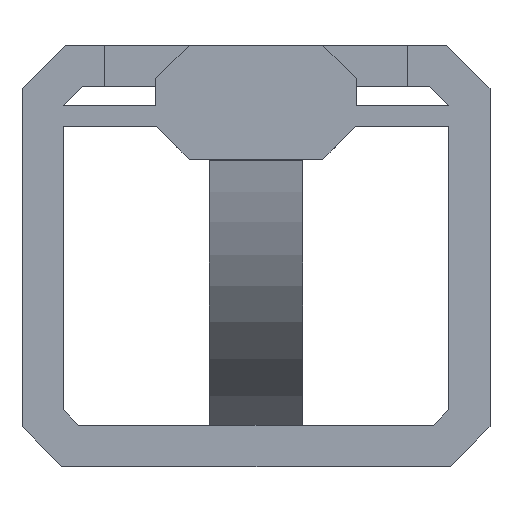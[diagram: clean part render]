
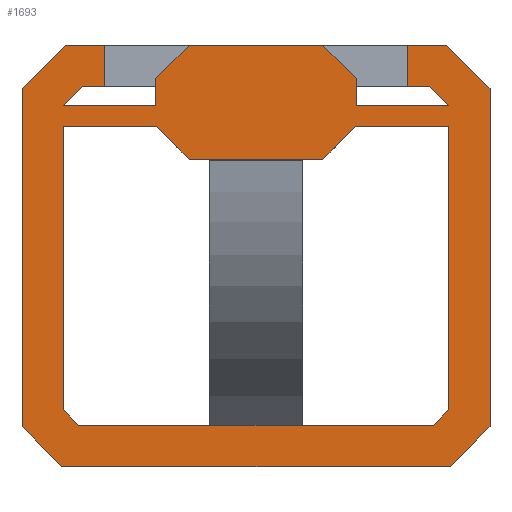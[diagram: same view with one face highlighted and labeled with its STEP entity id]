
A CAD part, front view. The second image highlights one B-rep face of the part: STEP entity #1693.
In plain terms, the highlighted planar face has unit normal (0, -1, 0).
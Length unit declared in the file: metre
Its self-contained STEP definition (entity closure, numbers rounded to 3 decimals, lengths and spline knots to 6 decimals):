
#463=ORIENTED_EDGE('',*,*,#744,.F.);
#464=ORIENTED_EDGE('',*,*,#696,.F.);
#465=ORIENTED_EDGE('',*,*,#638,.F.);
#466=ORIENTED_EDGE('',*,*,#713,.T.);
#467=ORIENTED_EDGE('',*,*,#707,.F.);
#468=ORIENTED_EDGE('',*,*,#741,.F.);
#469=ORIENTED_EDGE('',*,*,#734,.T.);
#470=ORIENTED_EDGE('',*,*,#601,.T.);
#471=ORIENTED_EDGE('',*,*,#728,.T.);
#472=ORIENTED_EDGE('',*,*,#604,.T.);
#473=ORIENTED_EDGE('',*,*,#575,.T.);
#474=ORIENTED_EDGE('',*,*,#745,.T.);
#475=ORIENTED_EDGE('',*,*,#746,.F.);
#476=ORIENTED_EDGE('',*,*,#586,.T.);
#477=ORIENTED_EDGE('',*,*,#594,.T.);
#478=ORIENTED_EDGE('',*,*,#609,.T.);
#479=ORIENTED_EDGE('',*,*,#552,.T.);
#480=ORIENTED_EDGE('',*,*,#550,.T.);
#481=ORIENTED_EDGE('',*,*,#547,.T.);
#482=ORIENTED_EDGE('',*,*,#542,.T.);
#483=ORIENTED_EDGE('',*,*,#539,.T.);
#484=ORIENTED_EDGE('',*,*,#534,.T.);
#485=ORIENTED_EDGE('',*,*,#530,.T.);
#486=ORIENTED_EDGE('',*,*,#557,.T.);
#487=ORIENTED_EDGE('',*,*,#556,.T.);
#488=ORIENTED_EDGE('',*,*,#616,.T.);
#489=ORIENTED_EDGE('',*,*,#590,.T.);
#490=ORIENTED_EDGE('',*,*,#598,.T.);
#491=ORIENTED_EDGE('',*,*,#738,.T.);
#492=ORIENTED_EDGE('',*,*,#737,.F.);
#493=ORIENTED_EDGE('',*,*,#693,.F.);
#494=ORIENTED_EDGE('',*,*,#691,.T.);
#495=ORIENTED_EDGE('',*,*,#687,.F.);
#496=ORIENTED_EDGE('',*,*,#681,.F.);
#530=EDGE_CURVE('',#769,#770,#925,.T.);
#534=EDGE_CURVE('',#771,#769,#929,.T.);
#539=EDGE_CURVE('',#776,#771,#934,.T.);
#542=EDGE_CURVE('',#777,#776,#937,.T.);
#547=EDGE_CURVE('',#782,#777,#942,.T.);
#550=EDGE_CURVE('',#783,#782,#945,.T.);
#552=EDGE_CURVE('',#785,#783,#947,.T.);
#556=EDGE_CURVE('',#784,#788,#951,.T.);
#557=EDGE_CURVE('',#770,#784,#952,.T.);
#575=EDGE_CURVE('',#799,#798,#970,.T.);
#586=EDGE_CURVE('',#808,#807,#981,.T.);
#590=EDGE_CURVE('',#811,#810,#985,.T.);
#594=EDGE_CURVE('',#807,#814,#989,.T.);
#598=EDGE_CURVE('',#810,#817,#993,.T.);
#601=EDGE_CURVE('',#821,#820,#996,.T.);
#604=EDGE_CURVE('',#823,#799,#999,.T.);
#609=EDGE_CURVE('',#814,#785,#1004,.T.);
#616=EDGE_CURVE('',#788,#811,#1011,.T.);
#638=EDGE_CURVE('',#838,#839,#1031,.T.);
#681=EDGE_CURVE('',#869,#870,#1071,.T.);
#687=EDGE_CURVE('',#870,#875,#1077,.T.);
#691=EDGE_CURVE('',#877,#875,#1081,.T.);
#693=EDGE_CURVE('',#877,#879,#1083,.T.);
#696=EDGE_CURVE('',#839,#881,#1086,.T.);
#707=EDGE_CURVE('',#888,#889,#1097,.T.);
#713=EDGE_CURVE('',#838,#889,#1103,.T.);
#728=EDGE_CURVE('',#820,#823,#1116,.T.);
#734=EDGE_CURVE('',#900,#821,#1121,.T.);
#737=EDGE_CURVE('',#879,#901,#1124,.T.);
#738=EDGE_CURVE('',#817,#901,#1125,.T.);
#741=EDGE_CURVE('',#900,#888,#1128,.T.);
#744=EDGE_CURVE('',#881,#903,#1131,.T.);
#745=EDGE_CURVE('',#798,#903,#1132,.T.);
#746=EDGE_CURVE('',#808,#869,#1133,.T.);
#769=VERTEX_POINT('',#2215);
#770=VERTEX_POINT('',#2216);
#771=VERTEX_POINT('',#2221);
#776=VERTEX_POINT('',#2233);
#777=VERTEX_POINT('',#2237);
#782=VERTEX_POINT('',#2249);
#783=VERTEX_POINT('',#2253);
#784=VERTEX_POINT('',#2257);
#785=VERTEX_POINT('',#2259);
#788=VERTEX_POINT('',#2265);
#798=VERTEX_POINT('',#2304);
#799=VERTEX_POINT('',#2306);
#807=VERTEX_POINT('',#2325);
#808=VERTEX_POINT('',#2327);
#810=VERTEX_POINT('',#2333);
#811=VERTEX_POINT('',#2335);
#814=VERTEX_POINT('',#2341);
#817=VERTEX_POINT('',#2349);
#820=VERTEX_POINT('',#2356);
#821=VERTEX_POINT('',#2358);
#823=VERTEX_POINT('',#2364);
#838=VERTEX_POINT('',#2470);
#839=VERTEX_POINT('',#2471);
#869=VERTEX_POINT('',#2604);
#870=VERTEX_POINT('',#2606);
#875=VERTEX_POINT('',#2618);
#877=VERTEX_POINT('',#2623);
#879=VERTEX_POINT('',#2630);
#881=VERTEX_POINT('',#2636);
#888=VERTEX_POINT('',#2655);
#889=VERTEX_POINT('',#2657);
#900=VERTEX_POINT('',#2791);
#901=VERTEX_POINT('',#2796);
#903=VERTEX_POINT('',#2809);
#925=LINE('',#2214,#1156);
#929=LINE('',#2222,#1160);
#934=LINE('',#2232,#1165);
#937=LINE('',#2238,#1168);
#942=LINE('',#2248,#1173);
#945=LINE('',#2254,#1176);
#947=LINE('',#2258,#1178);
#951=LINE('',#2266,#1182);
#952=LINE('',#2268,#1183);
#970=LINE('',#2305,#1201);
#981=LINE('',#2326,#1212);
#985=LINE('',#2334,#1216);
#989=LINE('',#2342,#1220);
#993=LINE('',#2350,#1224);
#996=LINE('',#2357,#1227);
#999=LINE('',#2363,#1230);
#1004=LINE('',#2371,#1235);
#1011=LINE('',#2384,#1242);
#1031=LINE('',#2469,#1262);
#1071=LINE('',#2605,#1302);
#1077=LINE('',#2617,#1308);
#1081=LINE('',#2625,#1312);
#1083=LINE('',#2629,#1314);
#1086=LINE('',#2635,#1317);
#1097=LINE('',#2656,#1328);
#1103=LINE('',#2666,#1334);
#1116=LINE('',#2745,#1347);
#1121=LINE('',#2793,#1352);
#1124=LINE('',#2799,#1355);
#1125=LINE('',#2801,#1356);
#1128=LINE('',#2806,#1359);
#1131=LINE('',#2812,#1362);
#1132=LINE('',#2814,#1363);
#1133=LINE('',#2815,#1364);
#1156=VECTOR('',#1812,1.);
#1160=VECTOR('',#1818,1.);
#1165=VECTOR('',#1825,1.);
#1168=VECTOR('',#1830,1.);
#1173=VECTOR('',#1837,1.);
#1176=VECTOR('',#1842,1.);
#1178=VECTOR('',#1846,1.);
#1182=VECTOR('',#1850,1.);
#1183=VECTOR('',#1853,1.);
#1201=VECTOR('',#1889,1.);
#1212=VECTOR('',#1902,1.);
#1216=VECTOR('',#1908,1.);
#1220=VECTOR('',#1912,1.);
#1224=VECTOR('',#1918,1.);
#1227=VECTOR('',#1923,1.);
#1230=VECTOR('',#1928,1.);
#1235=VECTOR('',#1937,1.);
#1242=VECTOR('',#1952,1.);
#1262=VECTOR('',#1994,1.);
#1302=VECTOR('',#2058,1.);
#1308=VECTOR('',#2066,1.);
#1312=VECTOR('',#2072,1.);
#1314=VECTOR('',#2076,1.);
#1317=VECTOR('',#2081,1.);
#1328=VECTOR('',#2096,1.);
#1334=VECTOR('',#2104,1.);
#1347=VECTOR('',#2127,1.);
#1352=VECTOR('',#2138,1.);
#1355=VECTOR('',#2143,1.);
#1356=VECTOR('',#2146,1.);
#1359=VECTOR('',#2153,1.);
#1362=VECTOR('',#2158,1.);
#1363=VECTOR('',#2161,1.);
#1364=VECTOR('',#2162,1.);
#1449=EDGE_LOOP('',(#463,#464,#465,#466,#467,#468,#469,#470,#471,#472,#473,
#474));
#1450=EDGE_LOOP('',(#475,#476,#477,#478,#479,#480,#481,#482,#483,#484,#485,
#486,#487,#488,#489,#490,#491,#492,#493,#494,#495,#496));
#1536=FACE_BOUND('',#1449,.T.);
#1537=FACE_BOUND('',#1450,.T.);
#1613=PLANE('',#1782);
#1693=ADVANCED_FACE('',(#1536,#1537),#1613,.T.);
#1782=AXIS2_PLACEMENT_3D('',#2813,#2159,#2160);
#1812=DIRECTION('',(0.,0.,1.));
#1818=DIRECTION('',(0.707,0.,0.707));
#1825=DIRECTION('',(1.,0.,0.));
#1830=DIRECTION('',(0.707,0.,-0.707));
#1837=DIRECTION('',(0.,0.,-1.));
#1842=DIRECTION('',(-0.707,0.,-0.707));
#1846=DIRECTION('',(-1.,0.,0.));
#1850=DIRECTION('',(-1.,0.,0.));
#1853=DIRECTION('',(-0.707,0.,0.707));
#1889=DIRECTION('',(0.,0.,1.));
#1902=DIRECTION('',(0.707,0.,0.707));
#1908=DIRECTION('',(1.,0.,0.));
#1912=DIRECTION('',(1.,0.,0.));
#1918=DIRECTION('',(0.707,0.,-0.707));
#1923=DIRECTION('',(-0.707,0.,-0.707));
#1928=DIRECTION('',(-0.707,0.,0.707));
#1937=DIRECTION('',(0.,0.,1.));
#1952=DIRECTION('',(0.,0.,-1.));
#1994=DIRECTION('',(-1.,0.,0.));
#2058=DIRECTION('',(0.,0.,1.));
#2066=DIRECTION('',(0.707,0.,0.707));
#2072=DIRECTION('',(-1.,0.,0.));
#2076=DIRECTION('',(0.707,0.,-0.707));
#2081=DIRECTION('',(-1.,0.,0.));
#2096=DIRECTION('',(-0.707,0.,-0.707));
#2104=DIRECTION('',(1.,0.,0.));
#2127=DIRECTION('',(-1.,0.,0.));
#2138=DIRECTION('',(0.,0.,-1.));
#2143=DIRECTION('',(0.,0.,-1.));
#2146=DIRECTION('',(-1.,0.,0.));
#2153=DIRECTION('',(-1.,0.,0.));
#2158=DIRECTION('',(-0.707,0.,0.707));
#2159=DIRECTION('',(0.,-1.,0.));
#2160=DIRECTION('',(0.,0.,1.));
#2161=DIRECTION('',(1.,0.,0.));
#2162=DIRECTION('',(1.,0.,0.));
#2214=CARTESIAN_POINT('',(0.07,-0.14,-0.089071));
#2215=CARTESIAN_POINT('',(0.07,-0.14,-0.089071));
#2216=CARTESIAN_POINT('',(0.07,-0.14,0.012071));
#2221=CARTESIAN_POINT('',(0.058071,-0.14,-0.101));
#2222=CARTESIAN_POINT('',(0.058071,-0.14,-0.101));
#2232=CARTESIAN_POINT('',(-0.058071,-0.14,-0.101));
#2233=CARTESIAN_POINT('',(-0.058071,-0.14,-0.101));
#2237=CARTESIAN_POINT('',(-0.07,-0.14,-0.089071));
#2238=CARTESIAN_POINT('',(-0.07,-0.14,-0.089071));
#2248=CARTESIAN_POINT('',(-0.07,-0.14,0.012071));
#2249=CARTESIAN_POINT('',(-0.07,-0.14,0.012071));
#2253=CARTESIAN_POINT('',(-0.057071,-0.14,0.025));
#2254=CARTESIAN_POINT('',(-0.057071,-0.14,0.025));
#2257=CARTESIAN_POINT('',(0.057071,-0.14,0.025));
#2258=CARTESIAN_POINT('',(0.057071,-0.14,0.025));
#2259=CARTESIAN_POINT('',(-0.045274,-0.14,0.025));
#2265=CARTESIAN_POINT('',(0.045274,-0.14,0.025));
#2266=CARTESIAN_POINT('',(0.057071,-0.14,0.025));
#2268=CARTESIAN_POINT('',(0.07,-0.14,0.012071));
#2304=CARTESIAN_POINT('',(-0.05768,-0.14,0.000743));
#2305=CARTESIAN_POINT('',(-0.05768,-0.14,-0.083968));
#2306=CARTESIAN_POINT('',(-0.05768,-0.14,-0.083968));
#2325=CARTESIAN_POINT('',(-0.051968,-0.14,0.01268));
#2326=CARTESIAN_POINT('',(-0.05768,-0.14,0.006968));
#2327=CARTESIAN_POINT('',(-0.05768,-0.14,0.006968));
#2333=CARTESIAN_POINT('',(0.051968,-0.14,0.01268));
#2334=CARTESIAN_POINT('',(-0.051968,-0.14,0.01268));
#2335=CARTESIAN_POINT('',(0.045274,-0.14,0.01268));
#2341=CARTESIAN_POINT('',(-0.045274,-0.14,0.01268));
#2342=CARTESIAN_POINT('',(-0.051968,-0.14,0.01268));
#2349=CARTESIAN_POINT('',(0.05768,-0.14,0.006968));
#2350=CARTESIAN_POINT('',(0.051968,-0.14,0.01268));
#2356=CARTESIAN_POINT('',(0.052968,-0.14,-0.08868));
#2357=CARTESIAN_POINT('',(0.05768,-0.14,-0.083968));
#2358=CARTESIAN_POINT('',(0.05768,-0.14,-0.083968));
#2363=CARTESIAN_POINT('',(-0.052968,-0.14,-0.08868));
#2364=CARTESIAN_POINT('',(-0.052968,-0.14,-0.08868));
#2371=CARTESIAN_POINT('',(-0.045274,-0.14,0.01268));
#2384=CARTESIAN_POINT('',(0.045274,-0.14,0.01268));
#2469=CARTESIAN_POINT('',(0.,-0.14,-0.009033));
#2470=CARTESIAN_POINT('',(0.014,-0.14,-0.009033));
#2471=CARTESIAN_POINT('',(-0.014,-0.14,-0.009033));
#2604=CARTESIAN_POINT('',(-0.03,-0.14,0.006968));
#2605=CARTESIAN_POINT('',(-0.03,-0.14,-0.009033));
#2606=CARTESIAN_POINT('',(-0.03,-0.14,0.015));
#2617=CARTESIAN_POINT('',(-0.026008,-0.14,0.018992));
#2618=CARTESIAN_POINT('',(-0.02,-0.14,0.025));
#2623=CARTESIAN_POINT('',(0.02,-0.14,0.025));
#2625=CARTESIAN_POINT('',(0.,-0.14,0.025));
#2629=CARTESIAN_POINT('',(0.026008,-0.14,0.018992));
#2630=CARTESIAN_POINT('',(0.03,-0.14,0.015));
#2635=CARTESIAN_POINT('',(-0.01,-0.14,-0.009033));
#2636=CARTESIAN_POINT('',(-0.02,-0.14,-0.009033));
#2655=CARTESIAN_POINT('',(0.029776,-0.14,0.000743));
#2656=CARTESIAN_POINT('',(0.0175,-0.14,-0.011533));
#2657=CARTESIAN_POINT('',(0.02,-0.14,-0.009033));
#2666=CARTESIAN_POINT('',(0.01,-0.14,-0.009033));
#2745=CARTESIAN_POINT('',(0.052968,-0.14,-0.08868));
#2791=CARTESIAN_POINT('',(0.05768,-0.14,0.000743));
#2793=CARTESIAN_POINT('',(0.05768,-0.14,0.006968));
#2796=CARTESIAN_POINT('',(0.03,-0.14,0.006968));
#2799=CARTESIAN_POINT('',(0.03,-0.14,0.025));
#2801=CARTESIAN_POINT('',(0.05768,-0.14,0.006968));
#2806=CARTESIAN_POINT('',(0.05768,-0.14,0.000743));
#2809=CARTESIAN_POINT('',(-0.029776,-0.14,0.000743));
#2812=CARTESIAN_POINT('',(-0.0175,-0.14,-0.011533));
#2813=CARTESIAN_POINT('',(0.,-0.14,-0.009033));
#2814=CARTESIAN_POINT('',(-0.05768,-0.14,0.000743));
#2815=CARTESIAN_POINT('',(-0.05768,-0.14,0.006968));
